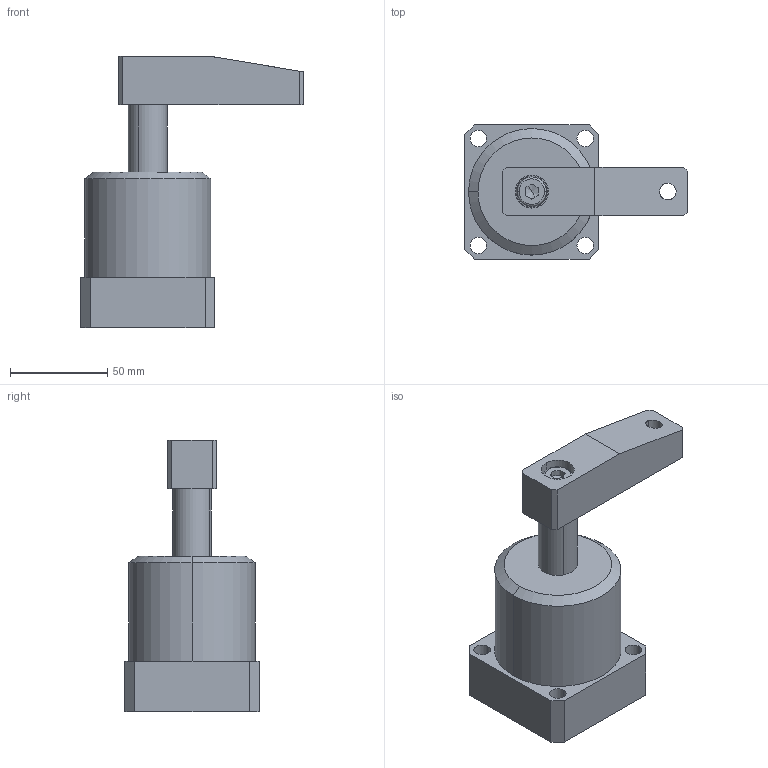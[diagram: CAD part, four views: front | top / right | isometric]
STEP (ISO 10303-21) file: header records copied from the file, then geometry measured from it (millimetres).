
FILE_DESCRIPTION (( 'STEP AP203' ), '1' );
FILE_NAME ('HCAS-M50S.STEP', '2020-09-15T09:27:15', ( '微软用户' ), ( '微软中国' ), 'SwSTEP 2.0', 'SolidWorks 2012', '' );
FILE_SCHEMA (( 'CONFIG_CONTROL_DESIGN' ));
Length unit declared in the file: millimetre
Products named in the file (5): hex lobular socket head cap screws-4.8 gb_GB_HEXAGON_TYPE21 M10X20-20-C; HCAS-M50S活塞杆; HCAS-M50掛极; HCAS-M50S; HCAS-M50S等旋
Assembly tree (4 placements, depth 2):
  HCAS-M50S
    HCAS-M50掛极
    HCAS-M50S活塞杆
    HCAS-M50S等旋
    hex lobular socket head cap screws-4.8 gb_GB_HEXAGON_TYPE21 M10X20-20-C
Bounding box: 114.5 x 69 x 139.5 mm (x, y, z)
Volume: 301496.7 mm3; surface area: 64332.8 mm2
Topology: 4 solids, 4 shells, 149 faces, 357 edges, 230 vertices
Faces by surface type: plane 73, cylinder 36, bspline 20, torus 10, cone 10
Entity records: 5658 total; most frequent: CARTESIAN_POINT 1711, ORIENTED_EDGE 706, DIRECTION 687, EDGE_CURVE 353, AXIS2_PLACEMENT_3D 238, VERTEX_POINT 230, VECTOR 211, LINE 211
